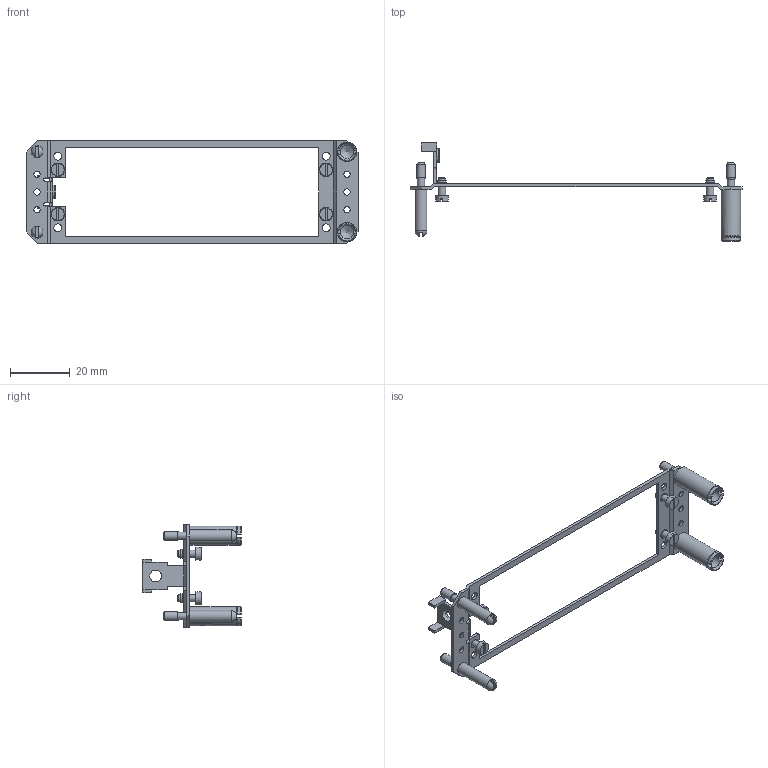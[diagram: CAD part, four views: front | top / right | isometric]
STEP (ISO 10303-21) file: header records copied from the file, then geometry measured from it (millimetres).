
FILE_DESCRIPTION(/* description */ (''),/* implementation_level */ '2;1');
FILE_NAME(/* name */ '100123847ugm000_b.stp',/* time_stamp */ '2016-09-26T14:54:04+02:00',/* author */ (''),/* organization */ (''),/* preprocessor_version */ 'ST-DEVELOPER v16',/* originating_system */ 'SIEMENS PLM Software NX 10.0',/* authorisation */ '');
FILE_SCHEMA (('AUTOMOTIVE_DESIGN { 1 0 10303 214 3 1 1 1 }'));
Length unit declared in the file: millimetre
Products named in the file (1): 100123847ugm000_b
Bounding box: 111.4 x 33 x 34.52 mm (x, y, z)
Volume: 2748.9 mm3; surface area: 5622.9 mm2
Topology: 1 solids, 1 shells, 210 faces, 512 edges, 329 vertices
Faces by surface type: plane 115, cylinder 54, cone 28, bspline 11, sphere 2
Full cylindrical faces by diameter (mm): 1.5 x2, 2.08 x6, 2.4 x4, 2.5 x8, 2.65 x4, 3 x8, 3.1 x4, 4 x3, 4.46 x1, 4.5 x2, 6.5 x2
Entity records: 6344 total; most frequent: CARTESIAN_POINT 1571, DIRECTION 982, ORIENTED_EDGE 874, EDGE_CURVE 437, AXIS2_PLACEMENT_3D 389, EDGE_LOOP 336, VERTEX_POINT 329, FACE_BOUND 224
